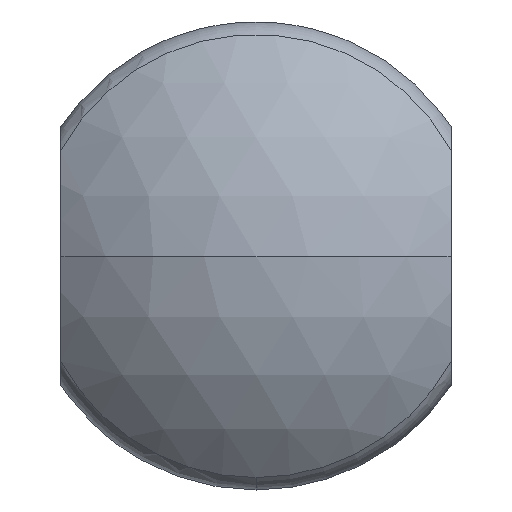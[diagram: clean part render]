
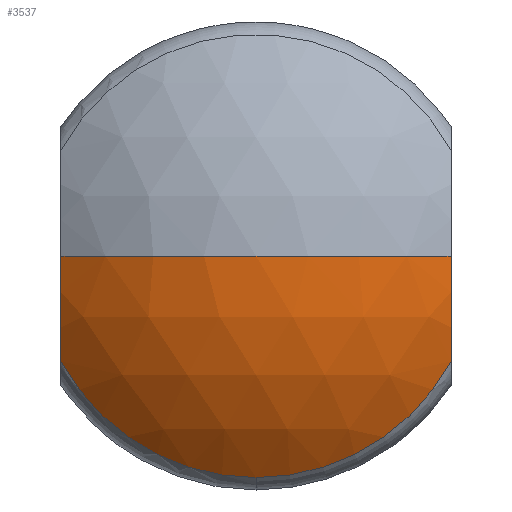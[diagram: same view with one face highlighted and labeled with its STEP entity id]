
A CAD part, front view. The second image highlights one B-rep face of the part: STEP entity #3537.
In plain terms, the highlighted spherical face has radius 25 mm.
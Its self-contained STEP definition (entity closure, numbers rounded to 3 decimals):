
#198 = CIRCLE ( 'NONE', #2504, 25. ) ;
#248 = AXIS2_PLACEMENT_3D ( 'NONE', #456, #2751, #3068 ) ;
#260 = CARTESIAN_POINT ( 'NONE',  ( 15., -105., 0. ) ) ;
#289 = FACE_OUTER_BOUND ( 'NONE', #1785, .T. ) ;
#294 = CIRCLE ( 'NONE', #487, 25. ) ;
#298 = EDGE_CURVE ( 'Defeature ausgef�hrt2_12+Defeature ausgef�hrt2_8+Defeature ausgef�hrt2_7+Defeature ausgef�hrt2_11', #2867, #2644, #3398, .T. ) ;
#363 = ORIENTED_EDGE ( 'NONE', *, *, #1689, .F. ) ;
#456 = CARTESIAN_POINT ( 'NONE',  ( 0., -85., 0. ) ) ;
#465 = DIRECTION ( 'NONE',  ( 0., 0., -1. ) ) ;
#487 = AXIS2_PLACEMENT_3D ( 'NONE', #1641, #3637, #1916 ) ;
#500 = DIRECTION ( 'NONE',  ( 1., 0., 0. ) ) ;
#552 = VERTEX_POINT ( 'NONE', #3283 ) ;
#554 = DIRECTION ( 'NONE',  ( 0., 0., -1. ) ) ;
#768 = ORIENTED_EDGE ( 'NONE', *, *, #3262, .T. ) ;
#894 = VERTEX_POINT ( 'NONE', #3065 ) ;
#1036 = ORIENTED_EDGE ( 'NONE', *, *, #298, .F. ) ;
#1270 = ORIENTED_EDGE ( 'NONE', *, *, #3512, .T. ) ;
#1304 = AXIS2_PLACEMENT_3D ( 'NONE', #1721, #1744, #554 ) ;
#1400 = CARTESIAN_POINT ( 'NONE',  ( 0., -103.288, -17.045 ) ) ;
#1634 = DIRECTION ( 'NONE',  ( 0., -1., 0. ) ) ;
#1641 = CARTESIAN_POINT ( 'NONE',  ( 0., -85., 0. ) ) ;
#1657 = CIRCLE ( 'NONE', #2312, 17.045 ) ;
#1689 = EDGE_CURVE ( 'Defeature ausgef�hrt2_13+Defeature ausgef�hrt2_8+Defeature ausgef�hrt2_11+Defeature ausgef�hrt2_7', #894, #552, #2289, .T. ) ;
#1721 = CARTESIAN_POINT ( 'NONE',  ( 0., -103.288, 0. ) ) ;
#1744 = DIRECTION ( 'NONE',  ( 0., -1., 0. ) ) ;
#1785 = EDGE_LOOP ( 'NONE', ( #1036, #3497, #2926, #363, #1270, #768 ) ) ;
#1884 = AXIS2_PLACEMENT_3D ( 'NONE', #3393, #500, #2271 ) ;
#1903 = EDGE_CURVE ( 'NONE', #2867, #3103, #294, .T. ) ;
#1905 = CARTESIAN_POINT ( 'NONE',  ( 0., -103.288, 0. ) ) ;
#1916 = DIRECTION ( 'NONE',  ( -1., 0., 0. ) ) ;
#1942 = DIRECTION ( 'NONE',  ( 0., 0., -1. ) ) ;
#2142 = CIRCLE ( 'NONE', #1304, 17.045 ) ;
#2259 = EDGE_CURVE ( 'NONE', #552, #3103, #198, .T. ) ;
#2271 = DIRECTION ( 'NONE',  ( 0., 0., 1. ) ) ;
#2289 = CIRCLE ( 'NONE', #3252, 20. ) ;
#2312 = AXIS2_PLACEMENT_3D ( 'NONE', #1905, #1634, #465 ) ;
#2504 = AXIS2_PLACEMENT_3D ( 'NONE', #3212, #2947, #3503 ) ;
#2511 = VERTEX_POINT ( 'NONE', #1400 ) ;
#2644 = VERTEX_POINT ( 'NONE', #3704 ) ;
#2712 = CARTESIAN_POINT ( 'NONE',  ( 0., -110., 0. ) ) ;
#2751 = DIRECTION ( 'NONE',  ( 0., 0., -1. ) ) ;
#2867 = VERTEX_POINT ( 'NONE', #260 ) ;
#2926 = ORIENTED_EDGE ( 'NONE', *, *, #2259, .F. ) ;
#2947 = DIRECTION ( 'NONE',  ( 0., 0., 1. ) ) ;
#3065 = CARTESIAN_POINT ( 'NONE',  ( -15., -103.288, -8.096 ) ) ;
#3068 = DIRECTION ( 'NONE',  ( -1., 0., 0. ) ) ;
#3081 = DIRECTION ( 'NONE',  ( -1., 0., 0. ) ) ;
#3103 = VERTEX_POINT ( 'NONE', #2712 ) ;
#3118 = CARTESIAN_POINT ( 'NONE',  ( -15., -85., 0. ) ) ;
#3212 = CARTESIAN_POINT ( 'NONE',  ( 0., -85., 0. ) ) ;
#3252 = AXIS2_PLACEMENT_3D ( 'NONE', #3118, #3081, #1942 ) ;
#3262 = EDGE_CURVE ( 'Defeature ausgef�hrt2_8+Defeature ausgef�hrt2_11+Defeature ausgef�hrt2_13+Defeature ausgef�hrt2_12', #2511, #2644, #2142, .T. ) ;
#3283 = CARTESIAN_POINT ( 'NONE',  ( -15., -105., 0. ) ) ;
#3393 = CARTESIAN_POINT ( 'NONE',  ( 15., -85., 0. ) ) ;
#3398 = CIRCLE ( 'NONE', #1884, 20. ) ;
#3497 = ORIENTED_EDGE ( 'NONE', *, *, #1903, .T. ) ;
#3503 = DIRECTION ( 'NONE',  ( 1., 0., 0. ) ) ;
#3512 = EDGE_CURVE ( 'Defeature ausgef�hrt2_8+Defeature ausgef�hrt2_11+Defeature ausgef�hrt2_13+Defeature ausgef�hrt2_12', #894, #2511, #1657, .T. ) ;
#3537 = ADVANCED_FACE ( 'Defeature ausgef�hrt2_8', ( #289 ), #3723, .T. ) ;
#3637 = DIRECTION ( 'NONE',  ( 0., 0., -1. ) ) ;
#3704 = CARTESIAN_POINT ( 'NONE',  ( 15., -103.288, -8.096 ) ) ;
#3723 = SPHERICAL_SURFACE ( 'NONE', #248, 25. ) ;
